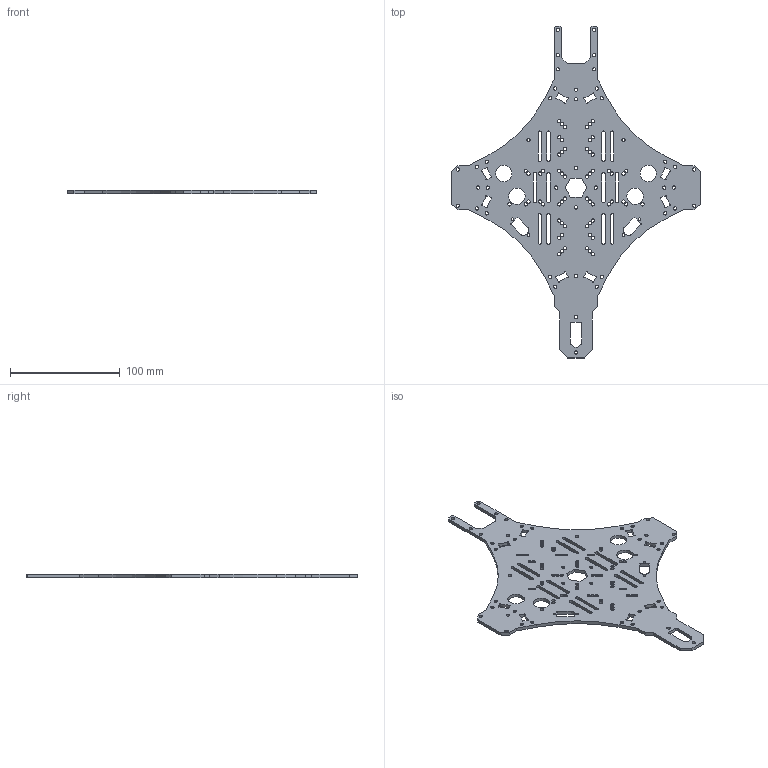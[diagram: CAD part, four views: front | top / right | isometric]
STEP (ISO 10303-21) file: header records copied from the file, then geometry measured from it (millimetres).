
FILE_DESCRIPTION(/* description */ (''),/* implementation_level */ '2;1');
FILE_NAME(/* name */ 'BasePlate.step',/* time_stamp */ '2023-05-23T22:13:20+08:00',/* author */ (''),/* organization */ (''),/* preprocessor_version */ 'ST-DEVELOPER v19.2',/* originating_system */ 'Autodesk Translation Framework v12.4.0.73',/* authorisation */ '');
FILE_SCHEMA (('AUTOMOTIVE_DESIGN { 1 0 10303 214 3 1 1 }'));
Length unit declared in the file: millimetre
Products named in the file (1): BasePlate
Bounding box: 226 x 302 x 3 mm (x, y, z)
Volume: 68783.4 mm3; surface area: 55950.4 mm2
Topology: 1 solids, 1 shells, 375 faces, 1155 edges, 750 vertices
Faces by surface type: cylinder 184, plane 115, cone 76
Full cylindrical faces by diameter (mm): 2.5 x4, 3 x103, 15 x2
Entity records: 13985 total; most frequent: CARTESIAN_POINT 2820, DIRECTION 2317, ORIENTED_EDGE 2310, EDGE_CURVE 1155, AXIS2_PLACEMENT_3D 859, VERTEX_POINT 750, EDGE_LOOP 613, LINE 599
